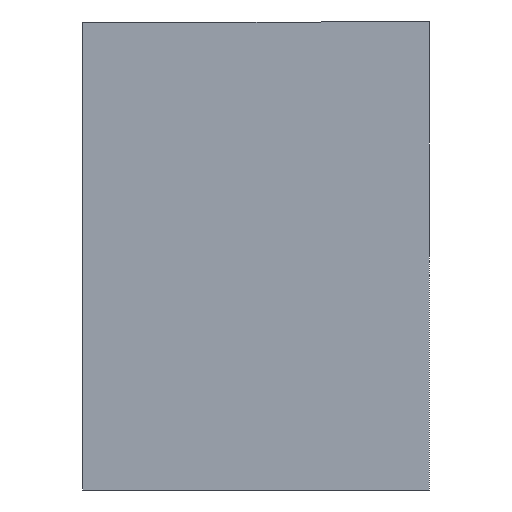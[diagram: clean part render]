
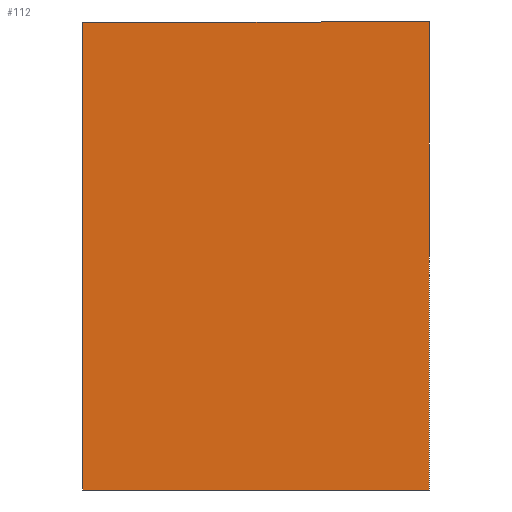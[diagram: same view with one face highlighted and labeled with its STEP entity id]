
A CAD part, left-side view. The second image highlights one B-rep face of the part: STEP entity #112.
In plain terms, the highlighted planar face has unit normal (-1, 0, 0).
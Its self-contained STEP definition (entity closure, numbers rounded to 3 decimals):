
#46 = EDGE_CURVE ( 'NONE', #1533, #1498, #1042, .T. ) ;
#112 = ADVANCED_FACE ( 'NONE', ( #2404 ), #1625, .T. ) ;
#300 = VERTEX_POINT ( 'NONE', #1719 ) ;
#308 = CARTESIAN_POINT ( 'NONE',  ( -0.01, 0., 0. ) ) ;
#426 = DIRECTION ( 'NONE',  ( 0., 1., 0. ) ) ;
#443 = LINE ( 'NONE', #1215, #1066 ) ;
#520 = VERTEX_POINT ( 'NONE', #1076 ) ;
#602 = CARTESIAN_POINT ( 'NONE',  ( -0.01, 3.99, 0.01 ) ) ;
#625 = AXIS2_PLACEMENT_3D ( 'NONE', #308, #2455, #732 ) ;
#732 = DIRECTION ( 'NONE',  ( 0., 0., 1. ) ) ;
#797 = VECTOR ( 'NONE', #2011, 1000. ) ;
#931 = EDGE_CURVE ( 'NONE', #300, #1533, #443, .T. ) ;
#1042 = LINE ( 'NONE', #1210, #797 ) ;
#1059 = ORIENTED_EDGE ( 'NONE', *, *, #1934, .T. ) ;
#1066 = VECTOR ( 'NONE', #2399, 1000. ) ;
#1074 = VECTOR ( 'NONE', #426, 1000. ) ;
#1076 = CARTESIAN_POINT ( 'NONE',  ( -0.01, 3.99, 0.01 ) ) ;
#1199 = VECTOR ( 'NONE', #2322, 1000. ) ;
#1210 = CARTESIAN_POINT ( 'NONE',  ( -0.01, -0.01, -5.39 ) ) ;
#1215 = CARTESIAN_POINT ( 'NONE',  ( -0.01, 3.99, -5.39 ) ) ;
#1302 = CARTESIAN_POINT ( 'NONE',  ( -0.01, -0.01, 0.01 ) ) ;
#1498 = VERTEX_POINT ( 'NONE', #1302 ) ;
#1519 = CARTESIAN_POINT ( 'NONE',  ( -0.01, 3.99, -5.39 ) ) ;
#1533 = VERTEX_POINT ( 'NONE', #2249 ) ;
#1625 = PLANE ( 'NONE',  #625 ) ;
#1657 = EDGE_CURVE ( 'NONE', #520, #300, #1915, .T. ) ;
#1695 = ORIENTED_EDGE ( 'NONE', *, *, #1657, .T. ) ;
#1719 = CARTESIAN_POINT ( 'NONE',  ( -0.01, 3.99, -5.39 ) ) ;
#1821 = EDGE_LOOP ( 'NONE', ( #2015, #2306, #1059, #1695 ) ) ;
#1915 = LINE ( 'NONE', #1519, #1199 ) ;
#1934 = EDGE_CURVE ( 'NONE', #1498, #520, #2350, .T. ) ;
#2011 = DIRECTION ( 'NONE',  ( 0., 0., 1. ) ) ;
#2015 = ORIENTED_EDGE ( 'NONE', *, *, #931, .T. ) ;
#2249 = CARTESIAN_POINT ( 'NONE',  ( -0.01, -0.01, -5.39 ) ) ;
#2306 = ORIENTED_EDGE ( 'NONE', *, *, #46, .T. ) ;
#2322 = DIRECTION ( 'NONE',  ( 0., 0., -1. ) ) ;
#2350 = LINE ( 'NONE', #602, #1074 ) ;
#2399 = DIRECTION ( 'NONE',  ( 0., -1., 0. ) ) ;
#2404 = FACE_OUTER_BOUND ( 'NONE', #1821, .T. ) ;
#2455 = DIRECTION ( 'NONE',  ( -1., 0., 0. ) ) ;
